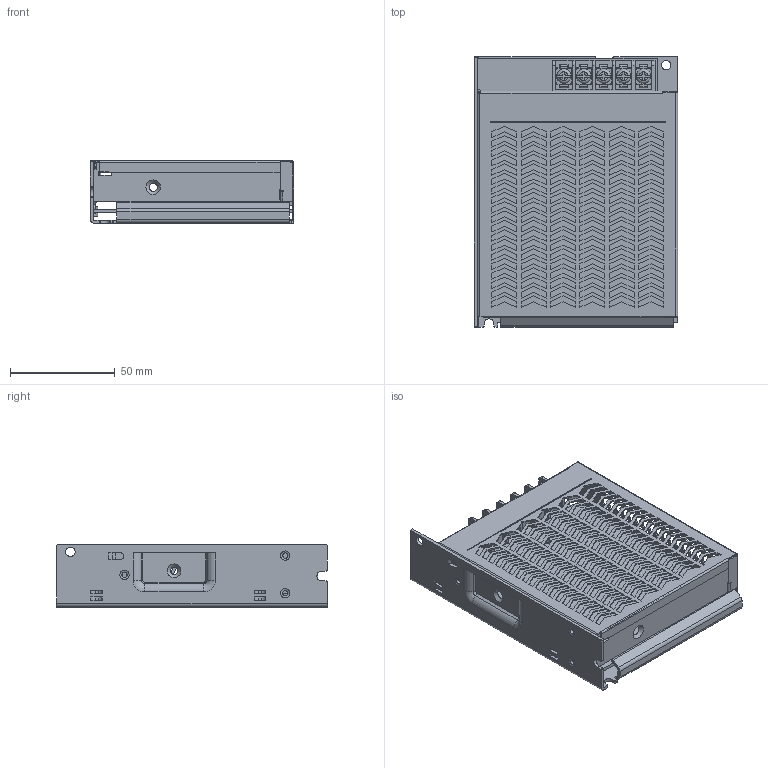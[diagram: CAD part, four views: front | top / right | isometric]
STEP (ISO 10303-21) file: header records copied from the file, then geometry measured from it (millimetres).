
FILE_DESCRIPTION(/* description */ (''),/* implementation_level */ '2;1');
FILE_NAME(/* name */ 'MTS100.stp',/* time_stamp */ '2023-07-21T15:34:25+08:00',/* author */ (''),/* organization */ (''),/* preprocessor_version */ 'ST-DEVELOPER v19.3',/* originating_system */ 'SIEMENS PLM Software NX2212.3001',/* authorisation */ '');
FILE_SCHEMA (('AP203_CONFIGURATION_CONTROLLED_3D_DESIGN_OF_MECHANICAL_PARTS_AND_ASSEMBLIES_MIM_LF { 1 0 10303 403 2 1 2}'));
Products named in the file (6): A01J1DZP0000016; MTS100-A01P01; A04WJJSK0000062; A04WJJSK0000063; MTS100-A01_MODEL; MTS100
Assembly tree (5 placements, depth 3):
  MTS100
    A04WJJSK0000063
    A04WJJSK0000062
    MTS100-A01_MODEL
      MTS100-A01P01
      A01J1DZP0000016
Bounding box: 97 x 129 x 30 mm (x, y, z)
Volume: 57884.7 mm3; surface area: 94804.8 mm2
Topology: 6 solids, 6 shells, 1794 faces, 5509 edges, 3743 vertices
Faces by surface type: plane 1480, cylinder 254, torus 30, cone 19, bspline 10, extrusion 1
Full cylindrical faces by diameter (mm): 2.3 x1, 2.5 x7, 3.33 x1, 3.5 x1, 4.1 x1, 4.3 x2, 4.4 x3, 4.5 x2, 4.8 x2, 5 x1
Entity records: 63550 total; most frequent: CARTESIAN_POINT 14203, ORIENTED_EDGE 10924, DIRECTION 8856, EDGE_CURVE 5462, VECTOR 3848, LINE 3847, VERTEX_POINT 3728, AXIS2_PLACEMENT_3D 2504
